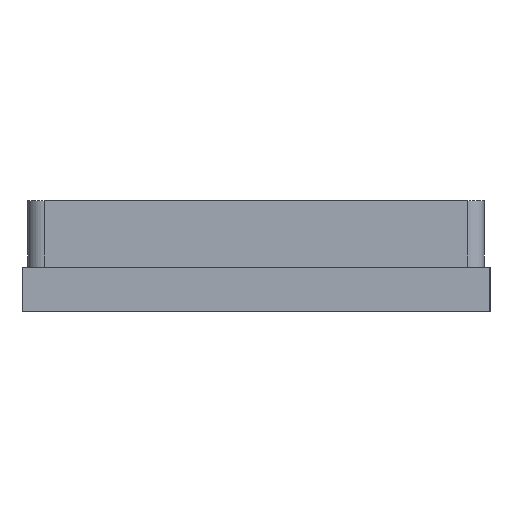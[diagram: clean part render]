
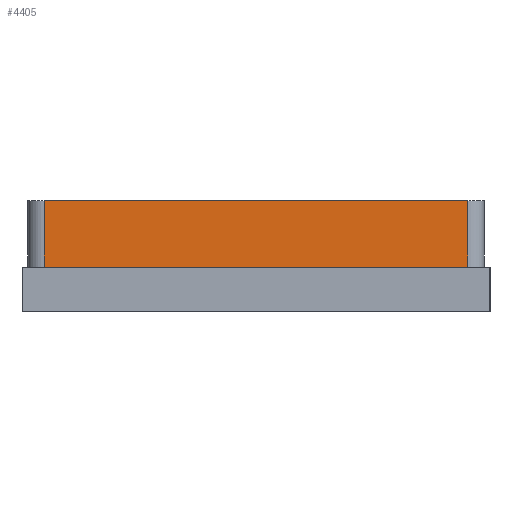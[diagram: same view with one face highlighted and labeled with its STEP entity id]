
A CAD part, left-side view. The second image highlights one B-rep face of the part: STEP entity #4405.
In plain terms, the highlighted planar face has unit normal (-1, 0, 0).
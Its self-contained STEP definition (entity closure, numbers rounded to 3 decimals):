
#377 = DIRECTION ( 'NONE',  ( 0., 1., 0. ) ) ;
#610 = CARTESIAN_POINT ( 'NONE',  ( -4.65, -3.85, 0.8 ) ) ;
#1010 = FACE_OUTER_BOUND ( 'NONE', #6574, .T. ) ;
#1018 = ORIENTED_EDGE ( 'NONE', *, *, #2531, .F. ) ;
#1527 = LINE ( 'NONE', #2279, #3033 ) ;
#1642 = VERTEX_POINT ( 'NONE', #6789 ) ;
#2279 = CARTESIAN_POINT ( 'NONE',  ( -4.65, 0., 0.8 ) ) ;
#2531 = EDGE_CURVE ( 'NONE', #4673, #1642, #1527, .T. ) ;
#2620 = CARTESIAN_POINT ( 'NONE',  ( -4.65, -4.15, 2. ) ) ;
#2692 = DIRECTION ( 'NONE',  ( 0., 0., 1. ) ) ;
#2809 = EDGE_CURVE ( 'NONE', #1642, #2842, #7039, .T. ) ;
#2842 = VERTEX_POINT ( 'NONE', #9224 ) ;
#2955 = ORIENTED_EDGE ( 'NONE', *, *, #5969, .T. ) ;
#3033 = VECTOR ( 'NONE', #6751, 1000. ) ;
#3197 = CARTESIAN_POINT ( 'NONE',  ( -4.65, -4.15, 0.8 ) ) ;
#3458 = CARTESIAN_POINT ( 'NONE',  ( -4.65, 3.85, 0.8 ) ) ;
#3508 = DIRECTION ( 'NONE',  ( 0., 0., 1. ) ) ;
#4113 = EDGE_CURVE ( 'NONE', #4673, #4861, #7801, .T. ) ;
#4405 = ADVANCED_FACE ( 'NONE', ( #1010 ), #5935, .T. ) ;
#4673 = VERTEX_POINT ( 'NONE', #6057 ) ;
#4861 = VERTEX_POINT ( 'NONE', #6786 ) ;
#5059 = ORIENTED_EDGE ( 'NONE', *, *, #2809, .F. ) ;
#5138 = VECTOR ( 'NONE', #377, 1000. ) ;
#5935 = PLANE ( 'NONE',  #9406 ) ;
#5969 = EDGE_CURVE ( 'NONE', #4861, #2842, #8332, .T. ) ;
#6028 = DIRECTION ( 'NONE',  ( -1., 0., 0. ) ) ;
#6057 = CARTESIAN_POINT ( 'NONE',  ( -4.65, -3.85, 0.8 ) ) ;
#6127 = DIRECTION ( 'NONE',  ( 0., 0., 1. ) ) ;
#6574 = EDGE_LOOP ( 'NONE', ( #2955, #5059, #1018, #6714 ) ) ;
#6687 = VECTOR ( 'NONE', #2692, 1000. ) ;
#6714 = ORIENTED_EDGE ( 'NONE', *, *, #4113, .T. ) ;
#6751 = DIRECTION ( 'NONE',  ( 0., 1., 0. ) ) ;
#6786 = CARTESIAN_POINT ( 'NONE',  ( -4.65, -3.85, 2. ) ) ;
#6789 = CARTESIAN_POINT ( 'NONE',  ( -4.65, 3.85, 0.8 ) ) ;
#7039 = LINE ( 'NONE', #3458, #6687 ) ;
#7584 = VECTOR ( 'NONE', #3508, 1000. ) ;
#7801 = LINE ( 'NONE', #610, #7584 ) ;
#8332 = LINE ( 'NONE', #2620, #5138 ) ;
#9224 = CARTESIAN_POINT ( 'NONE',  ( -4.65, 3.85, 2. ) ) ;
#9406 = AXIS2_PLACEMENT_3D ( 'NONE', #3197, #6028, #6127 ) ;
